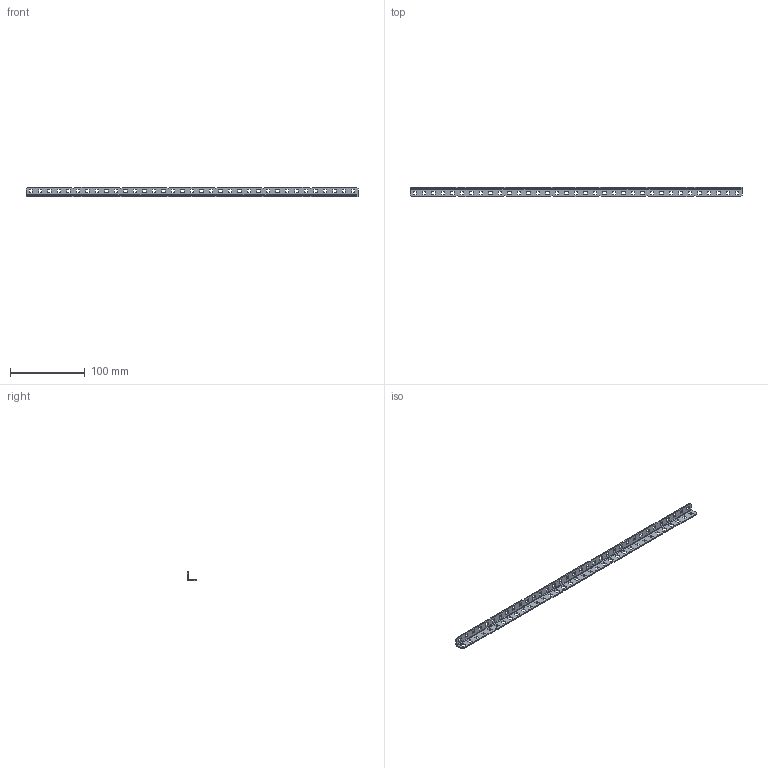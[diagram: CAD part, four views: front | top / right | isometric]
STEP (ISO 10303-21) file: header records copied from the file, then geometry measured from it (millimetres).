
FILE_DESCRIPTION (( 'STEP AP203' ), '1' );
FILE_NAME ('276-6484-001 Rev1.STEP', '2018-06-18T17:52:02', ( '' ), ( '' ), 'SwSTEP 2.0', 'SolidWorks 2017', '' );
FILE_SCHEMA (( 'CONFIG_CONTROL_DESIGN' ));
Length unit declared in the file: inch
Products named in the file (1): 276-6484-001 Rev1
Bounding box: 444.5 x 12.7 x 12.7 mm (x, y, z)
Volume: 13863 mm3; surface area: 20949.6 mm2
Topology: 1 solids, 1 shells, 674 faces, 1996 edges, 1312 vertices
Faces by surface type: plane 356, cylinder 294, bspline 24
Entity records: 23243 total; most frequent: CARTESIAN_POINT 4547, ORIENTED_EDGE 3992, DIRECTION 3778, EDGE_CURVE 1996, VECTOR 1348, LINE 1348, VERTEX_POINT 1312, AXIS2_PLACEMENT_3D 1215
